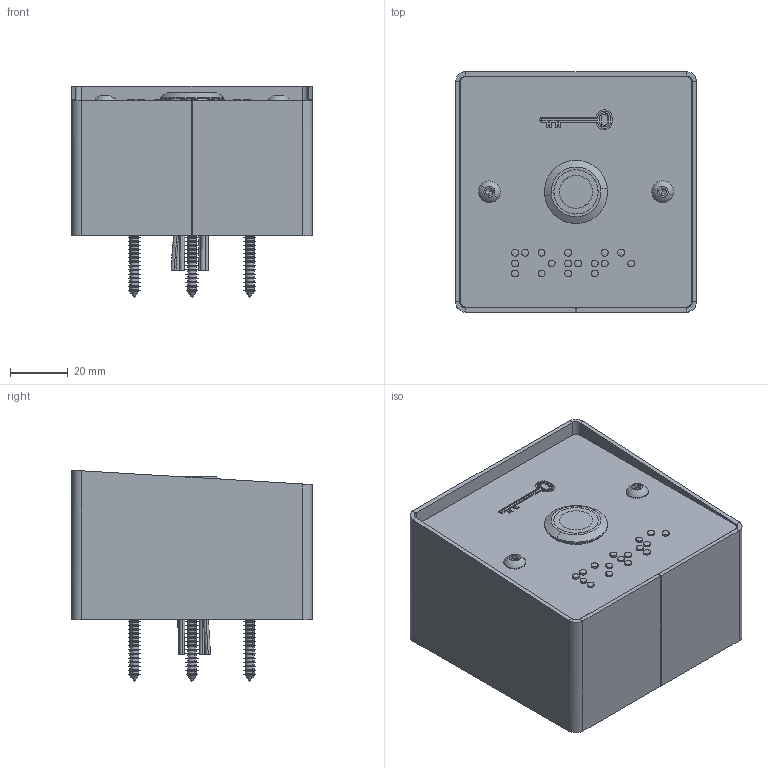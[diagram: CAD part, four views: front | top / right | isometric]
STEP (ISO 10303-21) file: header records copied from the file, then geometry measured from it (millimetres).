
FILE_DESCRIPTION (( 'STEP AP214' ), '1' );
FILE_NAME ('PB19_BAPL.STEP', '2021-07-05T06:40:27', ( '' ), ( '' ), 'SwSTEP 2.0', 'SolidWorks 2020', '' );
FILE_SCHEMA (( 'AUTOMOTIVE_DESIGN' ));
Length unit declared in the file: millimetre
Products named in the file (15): PB19_BAPL; PB19_PB19NO+NC_B12_6FS; MP0407-PB CASING PART 2; BP-ECROU; ISO 7380 - M4 x 8 --- 8S_ISO 7380 - M4 x 8 --- 8S; LABEL^PBHI2; PBHI2_BOM; BP-BOUTON POUSSOIR INOX_PB19NO+NC B12; PA0077-ZIP PLASTIC BAG FOR SCREWS; FILS^PB19_6 FILS; MP0406-PB CASING PART 1; SB0057-SCREW BAG FOR PBHI1; MP0402-MORTICE FACE_MP0402-BRAILLE PORTE + CLE - PBP19_B; Tapping screw DIN 7982-ST4.2x25-C-H-S_Tapping screw DIN 7982-ST4.2x25-C-H-S; BP-JOINT_COMPRESSE
Assembly tree (16 placements, depth 4):
  PB19_BAPL
    PBHI2_BOM
      MP0406-PB CASING PART 1
      MP0407-PB CASING PART 2
      SB0057-SCREW BAG FOR PBHI1
        ISO 7380 - M4 x 8 --- 8S_ISO 7380 - M4 x 8 --- 8S  x2
        Tapping screw DIN 7982-ST4.2x25-C-H-S_Tapping screw DIN 7982-ST4.2x25-C-H-S  x4
    PB19_PB19NO+NC_B12_6FS
      BP-BOUTON POUSSOIR INOX_PB19NO+NC B12
      BP-ECROU
      BP-JOINT_COMPRESSE
      FILS^PB19_6 FILS
    MP0402-MORTICE FACE_MP0402-BRAILLE PORTE + CLE - PBP19_B
  LABEL^PBHI2
  PA0077-ZIP PLASTIC BAG FOR SCREWS
Bounding box: 83.5 x 83.3 x 73.35 mm (x, y, z)
Volume: 64851.4 mm3; surface area: 85603.4 mm2
Topology: 24 solids, 24 shells, 1346 faces, 3233 edges, 1984 vertices
Faces by surface type: bspline 375, cone 352, cylinder 305, plane 298, torus 12, sphere 4
Entity records: 69661 total; most frequent: CARTESIAN_POINT 45481, ORIENTED_EDGE 4546, DIRECTION 3231, EDGE_CURVE 2273, VERTEX_POINT 1454, AXIS2_PLACEMENT_3D 1130, EDGE_LOOP 1015, VECTOR 971
